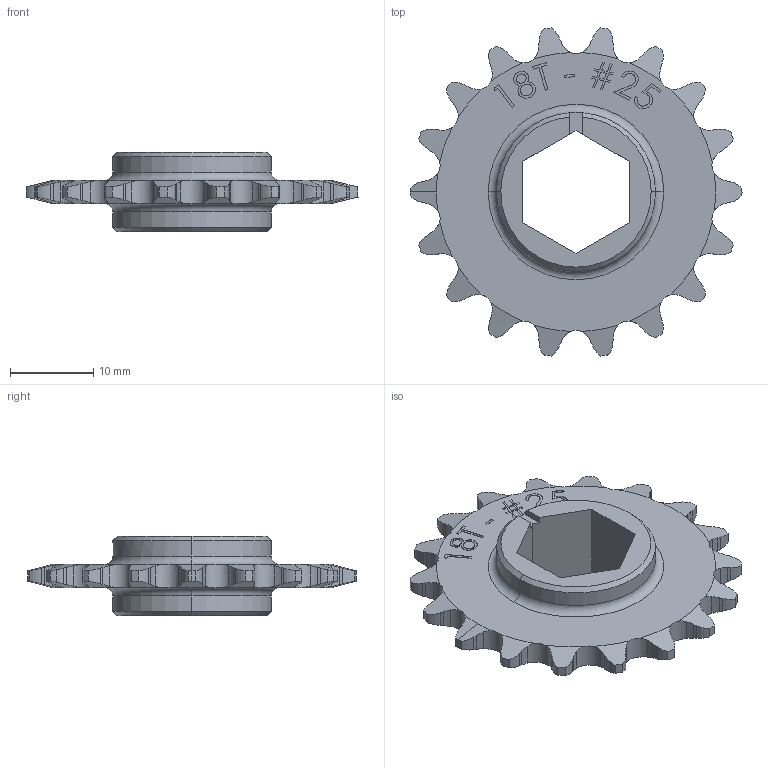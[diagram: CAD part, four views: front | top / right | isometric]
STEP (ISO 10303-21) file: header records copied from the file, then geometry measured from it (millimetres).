
FILE_DESCRIPTION (( 'STEP AP214' ), '1' );
FILE_NAME ('WCP-0559 Rev1.step', '2023-01-03T03:00:15', ( '' ), ( '' ), 'SwSTEP 2.0', 'SolidWorks 2020', '' );
FILE_SCHEMA (( 'AUTOMOTIVE_DESIGN' ));
Length unit declared in the file: inch
Products named in the file (1): WCP-0559 Rev1
Bounding box: 39.82 x 39.37 x 9.53 mm (x, y, z)
Volume: 3353.4 mm3; surface area: 2890.9 mm2
Topology: 1 solids, 1 shells, 320 faces, 912 edges, 605 vertices
Faces by surface type: cylinder 121, plane 121, cone 43, bspline 31, torus 4
Entity records: 12660 total; most frequent: CARTESIAN_POINT 4951, ORIENTED_EDGE 1824, DIRECTION 1268, EDGE_CURVE 912, VERTEX_POINT 605, AXIS2_PLACEMENT_3D 430, VECTOR 408, LINE 408
